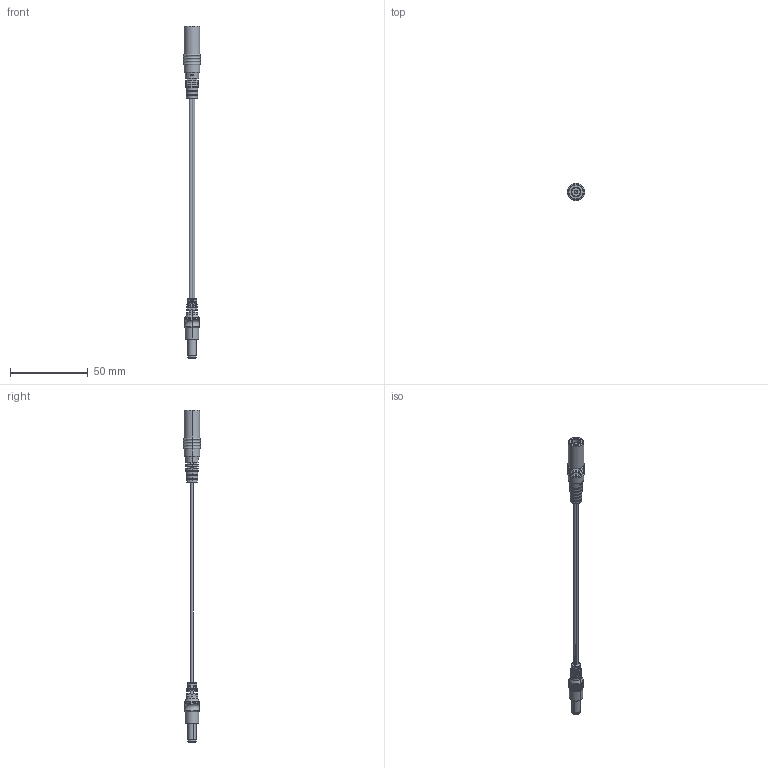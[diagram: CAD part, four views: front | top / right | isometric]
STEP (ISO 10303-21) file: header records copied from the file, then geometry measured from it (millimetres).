
FILE_DESCRIPTION (( 'STEP AP203' ), '1' );
FILE_NAME ('10-00464.step', '2016-09-15T23:29:21', ( '' ), ( '' ), 'SwSTEP 2.0', 'SolidWorks 2015', '' );
FILE_SCHEMA (( 'CONFIG_CONTROL_DESIGN' ));
Length unit declared in the file: millimetre
Products named in the file (10): 50-00126 shell; 24-00042___; 50-00126 pin2; 30-00008_wbc; 50-00126; 50-00362; 10-00464; 24-00043; 50-00126 insulator; 50-00126 pin1
Assembly tree (9 placements, depth 3):
  10-00464
    30-00008_wbc
    24-00042___
    24-00043
    50-00126
      50-00126 insulator
      50-00126 pin1
      50-00126 pin2
      50-00126 shell
    50-00362
Bounding box: 11 x 11 x 213.32 mm (x, y, z)
Volume: 5222.9 mm3; surface area: 12019.3 mm2
Topology: 55 solids, 55 shells, 787 faces, 1819 edges, 1179 vertices
Faces by surface type: plane 341, cylinder 189, bspline 120, torus 84, cone 52, sphere 1
Entity records: 27281 total; most frequent: CARTESIAN_POINT 9078, ORIENTED_EDGE 3628, DIRECTION 3371, EDGE_CURVE 1814, AXIS2_PLACEMENT_3D 1352, VERTEX_POINT 1177, EDGE_LOOP 841, FACE_OUTER_BOUND 787
